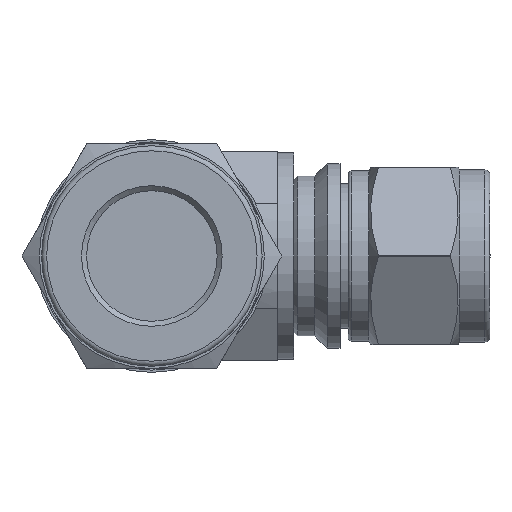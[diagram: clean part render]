
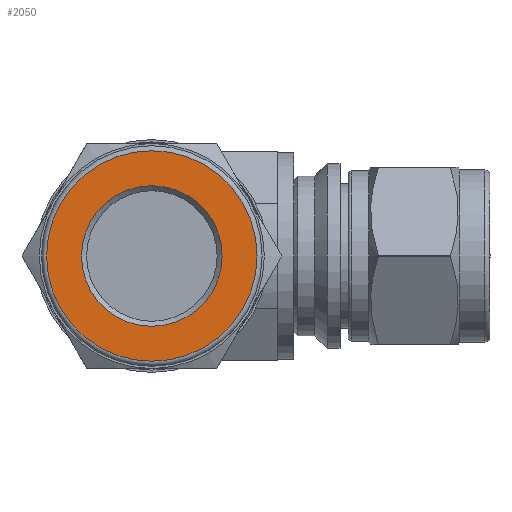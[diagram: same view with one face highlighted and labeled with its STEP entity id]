
A CAD part, left-side view. The second image highlights one B-rep face of the part: STEP entity #2050.
In plain terms, the highlighted planar face has unit normal (-1, 0, 0).
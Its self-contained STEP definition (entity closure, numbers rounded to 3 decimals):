
#37=FACE_BOUND('',#479,.T.);
#178=CIRCLE('',#2298,6.95);
#179=CIRCLE('',#2300,10.4);
#330=FACE_OUTER_BOUND('',#478,.T.);
#478=EDGE_LOOP('',(#1729));
#479=EDGE_LOOP('',(#1730));
#967=VERTEX_POINT('',#3547);
#968=VERTEX_POINT('',#3551);
#1233=EDGE_CURVE('',#967,#967,#178,.T.);
#1234=EDGE_CURVE('',#968,#968,#179,.T.);
#1729=ORIENTED_EDGE('',*,*,#1234,.F.);
#1730=ORIENTED_EDGE('',*,*,#1233,.T.);
#1933=PLANE('',#2299);
#2050=ADVANCED_FACE('',(#330,#37),#1933,.T.);
#2298=AXIS2_PLACEMENT_3D('',#3549,#2818,#2819);
#2299=AXIS2_PLACEMENT_3D('',#3550,#2820,#2821);
#2300=AXIS2_PLACEMENT_3D('',#3552,#2822,#2823);
#2818=DIRECTION('center_axis',(1.,0.,0.));
#2819=DIRECTION('ref_axis',(0.,0.,-1.));
#2820=DIRECTION('center_axis',(-1.,0.,0.));
#2821=DIRECTION('ref_axis',(0.,0.,1.));
#2822=DIRECTION('center_axis',(1.,0.,0.));
#2823=DIRECTION('ref_axis',(0.,0.,-1.));
#3547=CARTESIAN_POINT('',(-36.101,-6.95,0.));
#3549=CARTESIAN_POINT('Origin',(-36.101,0.,0.));
#3550=CARTESIAN_POINT('Origin',(-36.101,10.4,0.));
#3551=CARTESIAN_POINT('',(-36.101,0.,10.4));
#3552=CARTESIAN_POINT('Origin',(-36.101,0.,
0.));
